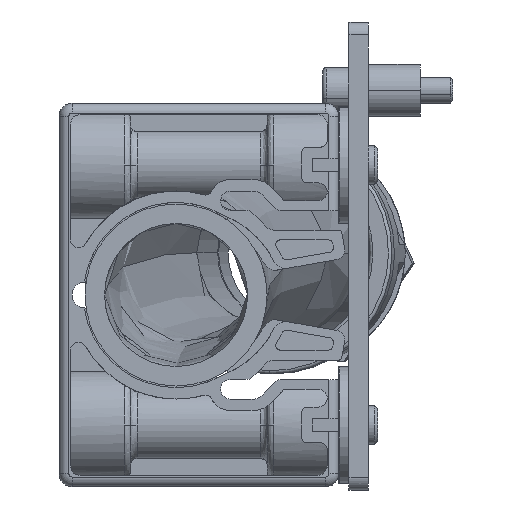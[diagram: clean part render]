
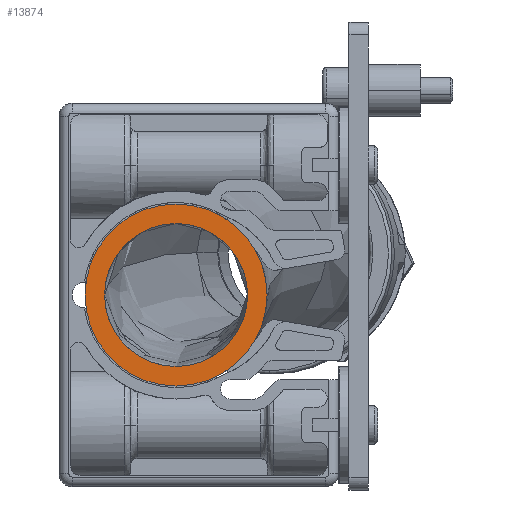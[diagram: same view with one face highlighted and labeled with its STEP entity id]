
A CAD part, left-side view. The second image highlights one B-rep face of the part: STEP entity #13874.
In plain terms, the highlighted planar face has unit normal (-1, 0, 0).
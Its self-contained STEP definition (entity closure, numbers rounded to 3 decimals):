
#59 = VERTEX_POINT ( 'NONE', #9310 ) ;
#1367 = CIRCLE ( 'NONE', #22430, 14. ) ;
#1519 = CIRCLE ( 'NONE', #2270, 11. ) ;
#2212 = EDGE_CURVE ( 'NONE', #22559, #59, #20395, .T. ) ;
#2270 = AXIS2_PLACEMENT_3D ( 'NONE', #6924, #14030, #10925 ) ;
#2769 = CARTESIAN_POINT ( 'NONE',  ( 240.5, 98.6, 724.5 ) ) ;
#3429 = DIRECTION ( 'NONE',  ( 0., -1., 0. ) ) ;
#3478 = DIRECTION ( 'NONE',  ( 0., -1., 0.008 ) ) ;
#3706 = FACE_OUTER_BOUND ( 'NONE', #5663, .T. ) ;
#4150 = CARTESIAN_POINT ( 'NONE',  ( 240.5, 98.6, 713.5 ) ) ;
#4961 = CARTESIAN_POINT ( 'NONE',  ( 240.5, 98.6, 713.5 ) ) ;
#5663 = EDGE_LOOP ( 'NONE', ( #12226, #15757 ) ) ;
#6924 = CARTESIAN_POINT ( 'NONE',  ( 240.5, 98.6, 713.5 ) ) ;
#8344 = ORIENTED_EDGE ( 'NONE', *, *, #17808, .F. ) ;
#8719 = DIRECTION ( 'NONE',  ( -1., 0., 0. ) ) ;
#9310 = CARTESIAN_POINT ( 'NONE',  ( 240.5, 98.6, 727.5 ) ) ;
#9514 = EDGE_CURVE ( 'NONE', #59, #22559, #1367, .T. ) ;
#10879 = DIRECTION ( 'NONE',  ( -1., 0., 0. ) ) ;
#10925 = DIRECTION ( 'NONE',  ( 0., -1., 0.008 ) ) ;
#12226 = ORIENTED_EDGE ( 'NONE', *, *, #9514, .T. ) ;
#12985 = DIRECTION ( 'NONE',  ( 0., -1., 0.008 ) ) ;
#13303 = CARTESIAN_POINT ( 'NONE',  ( 240.5, 98.6, 699.5 ) ) ;
#13325 = EDGE_LOOP ( 'NONE', ( #19564, #8344 ) ) ;
#13874 = ADVANCED_FACE ( 'NONE', ( #21832, #3706 ), #23136, .T. ) ;
#14030 = DIRECTION ( 'NONE',  ( -1., 0., 0. ) ) ;
#14145 = CARTESIAN_POINT ( 'NONE',  ( 240.5, 98.6, 713.5 ) ) ;
#15757 = ORIENTED_EDGE ( 'NONE', *, *, #2212, .T. ) ;
#15876 = AXIS2_PLACEMENT_3D ( 'NONE', #4961, #8719, #3429 ) ;
#16092 = VERTEX_POINT ( 'NONE', #17208 ) ;
#17208 = CARTESIAN_POINT ( 'NONE',  ( 240.5, 98.6, 702.5 ) ) ;
#17223 = VERTEX_POINT ( 'NONE', #2769 ) ;
#17554 = CIRCLE ( 'NONE', #20574, 11. ) ;
#17808 = EDGE_CURVE ( 'NONE', #16092, #17223, #17554, .T. ) ;
#18107 = DIRECTION ( 'NONE',  ( -1., 0., 0. ) ) ;
#19014 = AXIS2_PLACEMENT_3D ( 'NONE', #19596, #10879, #3478 ) ;
#19564 = ORIENTED_EDGE ( 'NONE', *, *, #22332, .F. ) ;
#19596 = CARTESIAN_POINT ( 'NONE',  ( 240.5, 98.6, 713.5 ) ) ;
#20162 = DIRECTION ( 'NONE',  ( -1., 0., 0. ) ) ;
#20395 = CIRCLE ( 'NONE', #15876, 14. ) ;
#20574 = AXIS2_PLACEMENT_3D ( 'NONE', #4150, #20162, #12985 ) ;
#21195 = DIRECTION ( 'NONE',  ( 0., -1., 0. ) ) ;
#21832 = FACE_BOUND ( 'NONE', #13325, .T. ) ;
#22332 = EDGE_CURVE ( 'NONE', #17223, #16092, #1519, .T. ) ;
#22430 = AXIS2_PLACEMENT_3D ( 'NONE', #14145, #18107, #21195 ) ;
#22559 = VERTEX_POINT ( 'NONE', #13303 ) ;
#23136 = PLANE ( 'NONE',  #19014 ) ;
